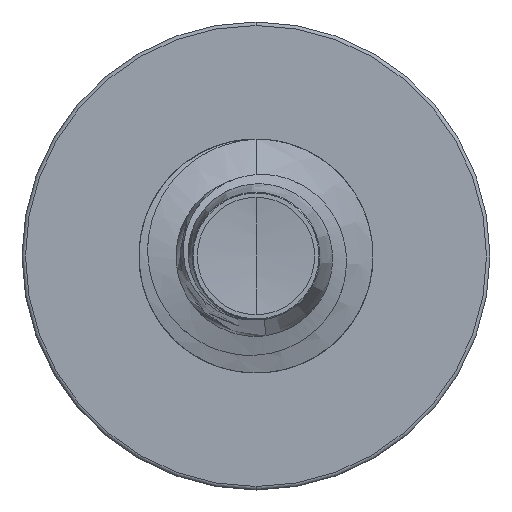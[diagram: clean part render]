
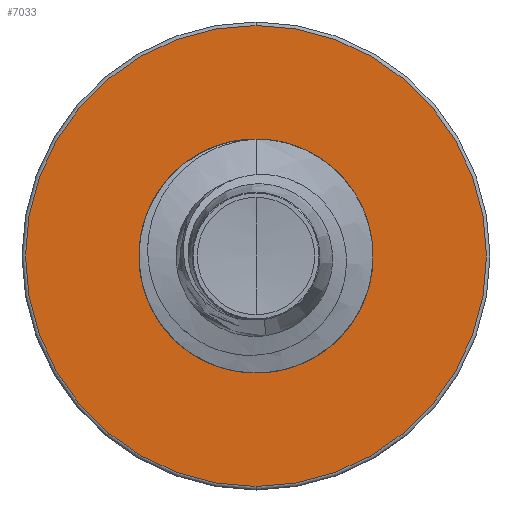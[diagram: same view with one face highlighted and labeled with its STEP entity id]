
A CAD part, front view. The second image highlights one B-rep face of the part: STEP entity #7033.
In plain terms, the highlighted planar face has unit normal (0, -1, 0).
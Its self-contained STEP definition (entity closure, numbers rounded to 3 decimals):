
#80 = VERTEX_POINT ( 'NONE', #14859 ) ;
#111 = ORIENTED_EDGE ( 'NONE', *, *, #12020, .T. ) ;
#374 = CARTESIAN_POINT ( 'NONE',  ( 0., 17.5, 0. ) ) ;
#898 = DIRECTION ( 'NONE',  ( 0., 0., 1. ) ) ;
#1346 = EDGE_LOOP ( 'NONE', ( #16110, #16178 ) ) ;
#1900 = EDGE_CURVE ( 'NONE', #9465, #2841, #16996, .T. ) ;
#2318 = DIRECTION ( 'NONE',  ( 0., 0., 1. ) ) ;
#2648 = FACE_OUTER_BOUND ( 'NONE', #1346, .T. ) ;
#2776 = CARTESIAN_POINT ( 'NONE',  ( 0., 17.5, -3.94 ) ) ;
#2841 = VERTEX_POINT ( 'NONE', #10080 ) ;
#3519 = CARTESIAN_POINT ( 'NONE',  ( 0., 17.5, 0. ) ) ;
#5435 = DIRECTION ( 'NONE',  ( 0., 0., 1. ) ) ;
#5459 = DIRECTION ( 'NONE',  ( 0., 0., 1. ) ) ;
#7033 = ADVANCED_FACE ( 'NONE', ( #2648, #18500 ), #24379, .F. ) ;
#9164 = DIRECTION ( 'NONE',  ( 0., 1., 0. ) ) ;
#9465 = VERTEX_POINT ( 'NONE', #22643 ) ;
#10080 = CARTESIAN_POINT ( 'NONE',  ( 0., 17.5, 1.989 ) ) ;
#10161 = AXIS2_PLACEMENT_3D ( 'NONE', #374, #13788, #2318 ) ;
#10718 = CIRCLE ( 'NONE', #22548, 1.989 ) ;
#11021 = CARTESIAN_POINT ( 'NONE',  ( 0., 17.5, -1.989 ) ) ;
#12020 = EDGE_CURVE ( 'NONE', #2841, #9465, #10718, .T. ) ;
#12206 = CIRCLE ( 'NONE', #17012, 3.94 ) ;
#12369 = DIRECTION ( 'NONE',  ( 0., 1., 0. ) ) ;
#13139 = EDGE_LOOP ( 'NONE', ( #111, #16634 ) ) ;
#13708 = CIRCLE ( 'NONE', #10161, 3.94 ) ;
#13788 = DIRECTION ( 'NONE',  ( 0., 1., 0. ) ) ;
#14859 = CARTESIAN_POINT ( 'NONE',  ( 0., 17.5, 3.94 ) ) ;
#14886 = EDGE_CURVE ( 'NONE', #19566, #80, #12206, .T. ) ;
#16110 = ORIENTED_EDGE ( 'NONE', *, *, #17131, .F. ) ;
#16178 = ORIENTED_EDGE ( 'NONE', *, *, #14886, .F. ) ;
#16634 = ORIENTED_EDGE ( 'NONE', *, *, #1900, .T. ) ;
#16867 = DIRECTION ( 'NONE',  ( 0., 1., 0. ) ) ;
#16890 = DIRECTION ( 'NONE',  ( 0., 1., 0. ) ) ;
#16996 = CIRCLE ( 'NONE', #19863, 1.989 ) ;
#17012 = AXIS2_PLACEMENT_3D ( 'NONE', #23737, #12369, #898 ) ;
#17131 = EDGE_CURVE ( 'NONE', #80, #19566, #13708, .T. ) ;
#18500 = FACE_BOUND ( 'NONE', #13139, .T. ) ;
#19566 = VERTEX_POINT ( 'NONE', #2776 ) ;
#19724 = AXIS2_PLACEMENT_3D ( 'NONE', #11021, #16867, #5435 ) ;
#19863 = AXIS2_PLACEMENT_3D ( 'NONE', #20574, #9164, #22460 ) ;
#20574 = CARTESIAN_POINT ( 'NONE',  ( 0., 17.5, 0. ) ) ;
#22460 = DIRECTION ( 'NONE',  ( 0., 0., 1. ) ) ;
#22548 = AXIS2_PLACEMENT_3D ( 'NONE', #3519, #16890, #5459 ) ;
#22643 = CARTESIAN_POINT ( 'NONE',  ( 0., 17.5, -1.989 ) ) ;
#23737 = CARTESIAN_POINT ( 'NONE',  ( 0., 17.5, 0. ) ) ;
#24379 = PLANE ( 'NONE',  #19724 ) ;
